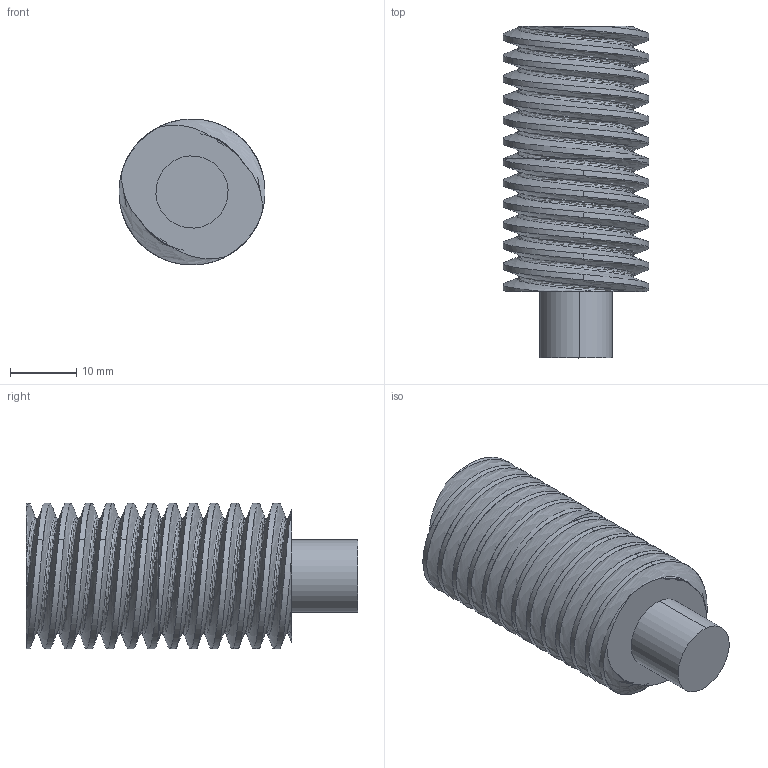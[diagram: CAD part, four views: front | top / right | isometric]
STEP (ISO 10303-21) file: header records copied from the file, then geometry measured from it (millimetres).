
FILE_DESCRIPTION (( 'STEP AP203' ), '1' );
FILE_NAME ('恘裝樓酗絳堤.STEP', '2025-03-01T05:46:40', ( '' ), ( '' ), 'SwSTEP 2.0', 'SolidWorks 2021', '' );
FILE_SCHEMA (( 'CONFIG_CONTROL_DESIGN' ));
Length unit declared in the file: millimetre
Products named in the file (2): 恘裝絳堤; 恘裝樓酗絳堤
Assembly tree (2 placements, depth 2):
  恘裝樓酗絳堤
    恘裝絳堤  x2
Bounding box: 21.99 x 50 x 21.99 mm (x, y, z)
Volume: 14370.3 mm3; surface area: 6846.2 mm2
Topology: 2 solids, 2 shells, 50 faces, 976 edges, 528 vertices
Faces by surface type: cylinder 32, bspline 12, plane 6
Entity records: 26440 total; most frequent: CARTESIAN_POINT 24590, ORIENTED_EDGE 572, EDGE_CURVE 286, VERTEX_POINT 264, B_SPLINE_CURVE_WITH_KNOTS 264, DIRECTION 78, AXIS2_PLACEMENT_3D 32, EDGE_LOOP 26
